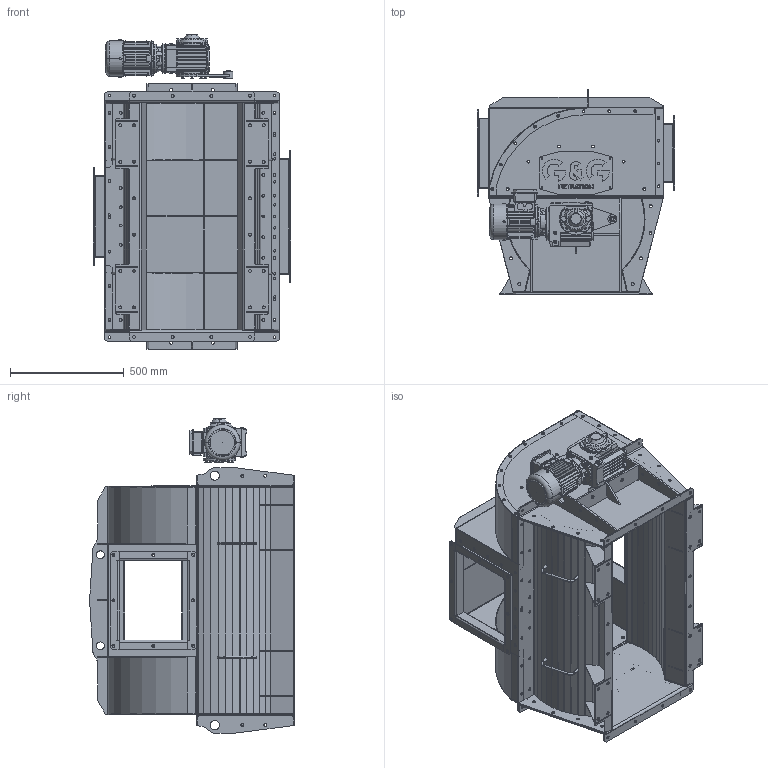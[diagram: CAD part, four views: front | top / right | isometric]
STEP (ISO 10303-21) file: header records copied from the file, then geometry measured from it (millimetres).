
FILE_DESCRIPTION (( 'STEP AP203' ), '1' );
FILE_NAME ('RS0003.STEP', '2023-11-30T13:12:36', ( '' ), ( '' ), 'SwSTEP 2.0', 'SolidWorks 2022', '' );
FILE_SCHEMA (( 'CONFIG_CONTROL_DESIGN' ));
Length unit declared in the file: millimetre
Products named in the file (38): RS-S209-14 - FLANGE_Výchozí; RS-S212-01 - SIDE_Výchozí; RS-S211-03 - STRIP_Výchozí; RS-S212-00 - WLDM SIDE; RS-S205-00 - WLDM FRONT; RS-S209-02 - COVER_Výchozí; RS-S210-03 - COVER_Výchozí; SK12063AZHD-80LPTF-rameno_Výchozí; RS-S211-01 - SIDE_Výchozí; RS-S209-15 - FLANGE_Výchozí; RS-S205-03 - BEARING SUPPORT_Výchozí; RS-S209-04 - COVER_Výchozí; RS-S211-04 - SUPPORT_Výchozí; RS-S203-01 - COVER_Výchozí; RS-S209-08 - COVER-MIRR_Výchozí; RS-S202-01 - COVER_Výchozí; RS-S205-01 - FRONT_Výchozí; SK 12063 AZD 80L4_Výchozí; RS-S202-00 - WLDM SIDE COVER_Výchozí; RS-S211-00 - WLDM SIDE; RS-S205-02 - REINFORCEMENT_Výchozí; RS-S205-05 - REINFORCEMENT_Výchozí; RS-S209-01 - COVER_Výchozí; RS-S210-00 - WLDM COVER; RU-D001-93 - PLACKA LOGO XM_NEREZ; RS-S209-03 - FLANGE_Výchozí; RS-S209-09 - STRIP_Výchozí; RSGG-60-10_Výchozí; RS-M002-22 - ASSY COVER; RS0003; RS-S203-00 - WLDM SIDE COVER_Výchozí; SK12063AZHD-80LPTF-prevodovka_Výchozí; RS-S210-10 - FLANGE_Výchozí; RS-S211-02 - FLANGE_Výchozí; RS-S209-00 - WLDM COVER; RS-S210-11 - FLANGE_Výchozí; RS-S209-10 - STRIP_Výchozí; CV-S004-02 - HANDLE RO_Výchozí
Assembly tree (60 placements, depth 5):
  RS-S211-04 - SUPPORT_Výchozí
  RS0003
    RSGG-60-10_Výchozí
      RS-S211-00 - WLDM SIDE
        RS-S211-01 - SIDE_Výchozí
        RS-S211-02 - FLANGE_Výchozí  x2
        CV-S004-02 - HANDLE RO_Výchozí  x2
        RS-S211-03 - STRIP_Výchozí  x4
      RS-S212-00 - WLDM SIDE
        RS-S212-01 - SIDE_Výchozí
        RS-S211-02 - FLANGE_Výchozí  x2
        CV-S004-02 - HANDLE RO_Výchozí  x2
        RS-S211-03 - STRIP_Výchozí  x4
      RS-S205-00 - WLDM FRONT  x2
        RS-S205-01 - FRONT_Výchozí
        RS-S205-02 - REINFORCEMENT_Výchozí
        RS-S205-03 - BEARING SUPPORT_Výchozí
        RS-S205-05 - REINFORCEMENT_Výchozí
      RS-M002-22 - ASSY COVER
        RS-S209-00 - WLDM COVER
          RS-S209-01 - COVER_Výchozí
          RS-S209-02 - COVER_Výchozí  x2
          RS-S209-03 - FLANGE_Výchozí  x2
          RS-S209-04 - COVER_Výchozí
          RS-S209-14 - FLANGE_Výchozí  x2
          RS-S209-15 - FLANGE_Výchozí  x2
          RS-S209-08 - COVER-MIRR_Výchozí
          RS-S209-09 - STRIP_Výchozí
          RS-S209-10 - STRIP_Výchozí  x3
        RS-S210-00 - WLDM COVER
          RS-S210-03 - COVER_Výchozí
          RS-S210-10 - FLANGE_Výchozí  x2
          RS-S210-11 - FLANGE_Výchozí  x2
        RS-S202-00 - WLDM SIDE COVER_Výchozí
          RS-S202-01 - COVER_Výchozí
        RS-S203-00 - WLDM SIDE COVER_Výchozí
          RS-S203-01 - COVER_Výchozí
      RU-D001-93 - PLACKA LOGO XM_NEREZ  x2
      SK 12063 AZD 80L4_Výchozí
        SK12063AZHD-80LPTF-prevodovka_Výchozí
        SK12063AZHD-80LPTF-rameno_Výchozí
Bounding box: 865.69 x 899.95 x 1380.5 mm (x, y, z)
Volume: 24531094.9 mm3; surface area: 10632345.7 mm2
Topology: 54 solids, 68 shells, 3358 faces, 8871 edges, 5678 vertices
Faces by surface type: plane 1751, cylinder 1256, cone 210, bspline 92, torus 48, sphere 1
Entity records: 91720 total; most frequent: CARTESIAN_POINT 18933, DIRECTION 14361, ORIENTED_EDGE 14172, EDGE_CURVE 7086, AXIS2_PLACEMENT_3D 5127, VERTEX_POINT 4554, VECTOR 4107, LINE 4107
